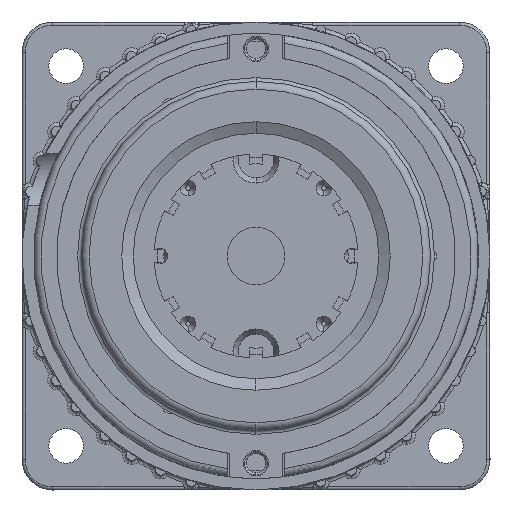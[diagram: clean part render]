
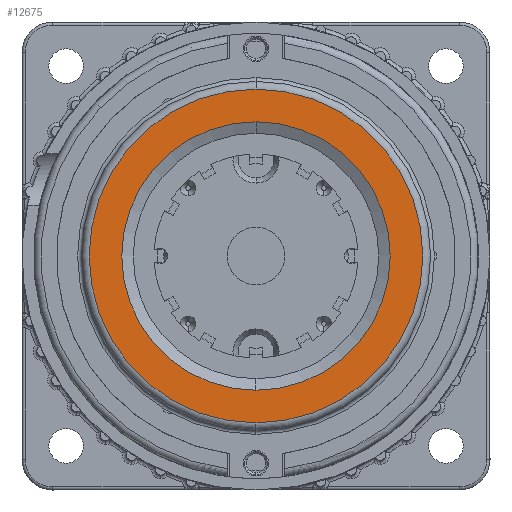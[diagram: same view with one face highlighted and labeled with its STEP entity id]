
A CAD part, front view. The second image highlights one B-rep face of the part: STEP entity #12675.
In plain terms, the highlighted face is planar.
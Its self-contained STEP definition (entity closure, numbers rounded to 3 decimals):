
#70 = AXIS2_PLACEMENT_3D ( 'NONE', #6260, #20046, #8258 ) ;
#622 = CARTESIAN_POINT ( 'NONE',  ( 2.059, 12., -25.352 ) ) ;
#1532 = EDGE_CURVE ( 'NONE', #20562, #10265, #16113, .T. ) ;
#1536 = FACE_BOUND ( 'NONE', #22636, .T. ) ;
#1628 = FACE_OUTER_BOUND ( 'NONE', #5528, .T. ) ;
#2437 = EDGE_CURVE ( 'NONE', #10265, #20562, #11231, .T. ) ;
#5528 = EDGE_LOOP ( 'NONE', ( #11753, #14221 ) ) ;
#5608 = CARTESIAN_POINT ( 'NONE',  ( 2.059, 12., -29.602 ) ) ;
#6260 = CARTESIAN_POINT ( 'NONE',  ( 2.059, 12., -7.852 ) ) ;
#6462 = AXIS2_PLACEMENT_3D ( 'NONE', #10162, #23816, #12155 ) ;
#6986 = DIRECTION ( 'NONE',  ( 0., 1., 0. ) ) ;
#7556 = DIRECTION ( 'NONE',  ( 0., 1., 0. ) ) ;
#7737 = AXIS2_PLACEMENT_3D ( 'NONE', #18767, #6986, #20729 ) ;
#8258 = DIRECTION ( 'NONE',  ( 0., 0., 1. ) ) ;
#8631 = VERTEX_POINT ( 'NONE', #622 ) ;
#8696 = DIRECTION ( 'NONE',  ( 0., 1., 0. ) ) ;
#9160 = EDGE_CURVE ( 'NONE', #8631, #25188, #17451, .T. ) ;
#10162 = CARTESIAN_POINT ( 'NONE',  ( 2.059, 12., -7.852 ) ) ;
#10200 = PLANE ( 'NONE',  #70 ) ;
#10265 = VERTEX_POINT ( 'NONE', #5608 ) ;
#11231 = CIRCLE ( 'NONE', #24643, 21.75 ) ;
#11499 = ORIENTED_EDGE ( 'NONE', *, *, #16316, .F. ) ;
#11753 = ORIENTED_EDGE ( 'NONE', *, *, #1532, .T. ) ;
#12155 = DIRECTION ( 'NONE',  ( 0., 0., 1. ) ) ;
#12590 = CARTESIAN_POINT ( 'NONE',  ( 2.059, 12., 13.898 ) ) ;
#12675 = ADVANCED_FACE ( 'NONE', ( #1628, #1536 ), #10200, .T. ) ;
#14221 = ORIENTED_EDGE ( 'NONE', *, *, #2437, .T. ) ;
#15383 = AXIS2_PLACEMENT_3D ( 'NONE', #19333, #7556, #21285 ) ;
#16113 = CIRCLE ( 'NONE', #7737, 21.75 ) ;
#16316 = EDGE_CURVE ( 'NONE', #25188, #8631, #19816, .T. ) ;
#17451 = CIRCLE ( 'NONE', #6462, 17.5 ) ;
#18019 = ORIENTED_EDGE ( 'NONE', *, *, #9160, .F. ) ;
#18767 = CARTESIAN_POINT ( 'NONE',  ( 2.059, 12., -7.852 ) ) ;
#19333 = CARTESIAN_POINT ( 'NONE',  ( 2.059, 12., -7.852 ) ) ;
#19495 = CARTESIAN_POINT ( 'NONE',  ( 2.059, 12., 9.648 ) ) ;
#19816 = CIRCLE ( 'NONE', #15383, 17.5 ) ;
#20046 = DIRECTION ( 'NONE',  ( 0., 1., 0. ) ) ;
#20476 = CARTESIAN_POINT ( 'NONE',  ( 2.059, 12., -7.852 ) ) ;
#20562 = VERTEX_POINT ( 'NONE', #12590 ) ;
#20729 = DIRECTION ( 'NONE',  ( 0., 0., 1. ) ) ;
#21285 = DIRECTION ( 'NONE',  ( 0., 0., 1. ) ) ;
#22403 = DIRECTION ( 'NONE',  ( 0., 0., 1. ) ) ;
#22636 = EDGE_LOOP ( 'NONE', ( #11499, #18019 ) ) ;
#23816 = DIRECTION ( 'NONE',  ( 0., 1., 0. ) ) ;
#24643 = AXIS2_PLACEMENT_3D ( 'NONE', #20476, #8696, #22403 ) ;
#25188 = VERTEX_POINT ( 'NONE', #19495 ) ;
